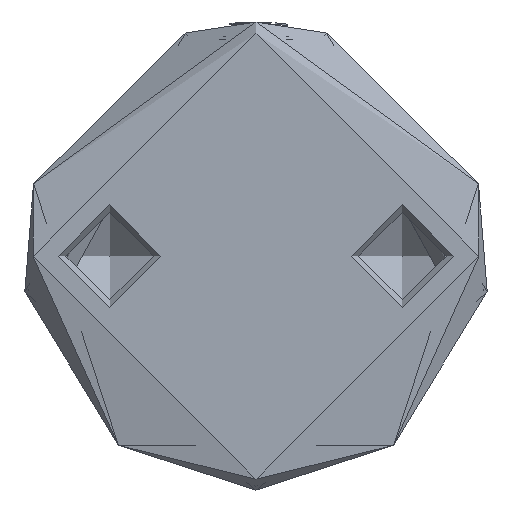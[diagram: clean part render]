
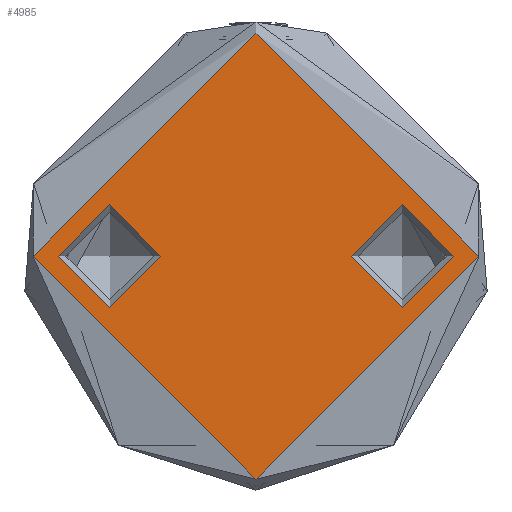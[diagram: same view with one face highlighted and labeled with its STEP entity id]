
A CAD part, front view. The second image highlights one B-rep face of the part: STEP entity #4985.
In plain terms, the highlighted face is planar.
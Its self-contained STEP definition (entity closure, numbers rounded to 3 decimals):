
#304 = DIRECTION ( 'NONE',  ( 0., 1., 0. ) ) ;
#375 = AXIS2_PLACEMENT_3D ( 'NONE', #4784, #1941, #5256 ) ;
#384 = FACE_BOUND ( 'NONE', #5162, .T. ) ;
#411 = EDGE_CURVE ( 'NONE', #2551, #2551, #5277, .T. ) ;
#965 = CARTESIAN_POINT ( 'NONE',  ( 0., 0., 0. ) ) ;
#1147 = CARTESIAN_POINT ( 'NONE',  ( 0., 13.5, 0. ) ) ;
#1175 = AXIS2_PLACEMENT_3D ( 'NONE', #5948, #3116, #304 ) ;
#1344 = CIRCLE ( 'NONE', #375, 3.5 ) ;
#1469 = DIRECTION ( 'NONE',  ( 1., 0., 0. ) ) ;
#1624 = PLANE ( 'NONE',  #4150 ) ;
#1687 = CARTESIAN_POINT ( 'NONE',  ( 15.25, 0., 0. ) ) ;
#1941 = DIRECTION ( 'NONE',  ( 0., 0., 1. ) ) ;
#2092 = AXIS2_PLACEMENT_3D ( 'NONE', #965, #4303, #1469 ) ;
#2109 = DIRECTION ( 'NONE',  ( 0., 0., 1. ) ) ;
#2117 = EDGE_CURVE ( 'NONE', #3659, #3659, #1344, .T. ) ;
#2200 = VERTEX_POINT ( 'NONE', #1687 ) ;
#2551 = VERTEX_POINT ( 'NONE', #1147 ) ;
#2633 = EDGE_LOOP ( 'NONE', ( #3429 ) ) ;
#2840 = EDGE_LOOP ( 'NONE', ( #5440 ) ) ;
#3116 = DIRECTION ( 'NONE',  ( 0., 0., -1. ) ) ;
#3429 = ORIENTED_EDGE ( 'NONE', *, *, #4127, .T. ) ;
#3659 = VERTEX_POINT ( 'NONE', #4974 ) ;
#3952 = ORIENTED_EDGE ( 'NONE', *, *, #411, .T. ) ;
#4127 = EDGE_CURVE ( 'NONE', #2200, #2200, #5403, .T. ) ;
#4150 = AXIS2_PLACEMENT_3D ( 'NONE', #4934, #2109, #5400 ) ;
#4224 = FACE_OUTER_BOUND ( 'NONE', #2633, .T. ) ;
#4303 = DIRECTION ( 'NONE',  ( 0., 0., 1. ) ) ;
#4305 = FACE_BOUND ( 'NONE', #2840, .T. ) ;
#4784 = CARTESIAN_POINT ( 'NONE',  ( 0., -10., 0. ) ) ;
#4934 = CARTESIAN_POINT ( 'NONE',  ( 0., 0., 0. ) ) ;
#4974 = CARTESIAN_POINT ( 'NONE',  ( 0., -13.5, 0. ) ) ;
#4985 = ADVANCED_FACE ( 'NONE', ( #4305, #384, #4224 ), #1624, .T. ) ;
#5162 = EDGE_LOOP ( 'NONE', ( #3952 ) ) ;
#5256 = DIRECTION ( 'NONE',  ( 0., -1., 0. ) ) ;
#5277 = CIRCLE ( 'NONE', #1175, 3.5 ) ;
#5400 = DIRECTION ( 'NONE',  ( 1., 0., 0. ) ) ;
#5403 = CIRCLE ( 'NONE', #2092, 15.25 ) ;
#5440 = ORIENTED_EDGE ( 'NONE', *, *, #2117, .F. ) ;
#5948 = CARTESIAN_POINT ( 'NONE',  ( 0., 10., 0. ) ) ;
